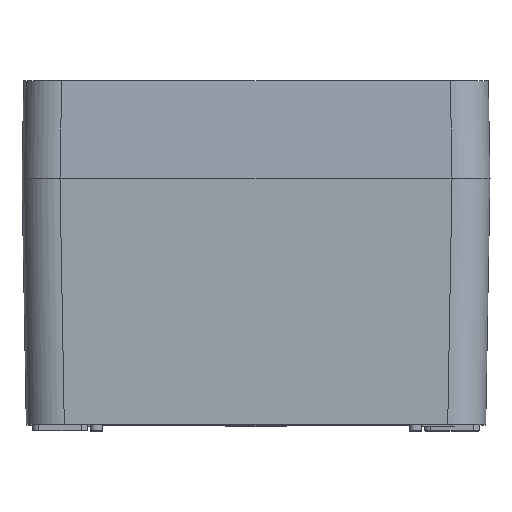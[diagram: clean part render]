
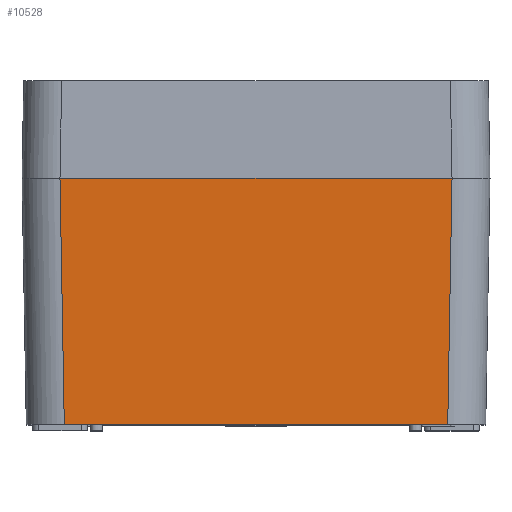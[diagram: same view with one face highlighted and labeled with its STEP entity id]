
A CAD part, top view. The second image highlights one B-rep face of the part: STEP entity #10528.
In plain terms, the highlighted planar face has unit normal (0, -0.018, 1).
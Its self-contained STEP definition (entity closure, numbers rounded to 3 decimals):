
#2311 = CARTESIAN_POINT ( 'NONE',  ( -40.945, 0., 41. ) ) ;
#2745 = VERTEX_POINT ( 'NONE', #6097 ) ;
#2773 = ORIENTED_EDGE ( 'NONE', *, *, #15892, .T. ) ;
#2859 = VECTOR ( 'NONE', #6981, 1000. ) ;
#3069 = VERTEX_POINT ( 'NONE', #14640 ) ;
#3265 = FACE_OUTER_BOUND ( 'NONE', #10388, .T. ) ;
#3313 = LINE ( 'NONE', #8581, #2859 ) ;
#4358 = DIRECTION ( 'NONE',  ( 1., 0., 0. ) ) ;
#4950 = ORIENTED_EDGE ( 'NONE', *, *, #14329, .T. ) ;
#6097 = CARTESIAN_POINT ( 'NONE',  ( -31.544, -40.5, 40.293 ) ) ;
#6981 = DIRECTION ( 'NONE',  ( 0.017, -1., -0.017 ) ) ;
#7605 = LINE ( 'NONE', #2311, #13777 ) ;
#7921 = LINE ( 'NONE', #17685, #11432 ) ;
#8581 = CARTESIAN_POINT ( 'NONE',  ( -32.251, 0., 41. ) ) ;
#8776 = VECTOR ( 'NONE', #13456, 1000. ) ;
#8902 = DIRECTION ( 'NONE',  ( 0., -1., -0.017 ) ) ;
#9011 = VERTEX_POINT ( 'NONE', #23119 ) ;
#9382 = AXIS2_PLACEMENT_3D ( 'NONE', #15854, #14268, #8902 ) ;
#9904 = ORIENTED_EDGE ( 'NONE', *, *, #15765, .F. ) ;
#10388 = EDGE_LOOP ( 'NONE', ( #15509, #4950, #9904, #2773 ) ) ;
#10528 = ADVANCED_FACE ( 'NONE', ( #3265 ), #10749, .T. ) ;
#10749 = PLANE ( 'NONE',  #9382 ) ;
#11432 = VECTOR ( 'NONE', #4358, 1000. ) ;
#11518 = LINE ( 'NONE', #14929, #8776 ) ;
#13456 = DIRECTION ( 'NONE',  ( -0.017, -1., -0.017 ) ) ;
#13777 = VECTOR ( 'NONE', #15053, 1000. ) ;
#14268 = DIRECTION ( 'NONE',  ( 0., -0.017, 1. ) ) ;
#14329 = EDGE_CURVE ( 'NONE', #2745, #9011, #7921, .T. ) ;
#14640 = CARTESIAN_POINT ( 'NONE',  ( 32.251, 0., 41. ) ) ;
#14929 = CARTESIAN_POINT ( 'NONE',  ( 32.298, 2.689, 41.047 ) ) ;
#15053 = DIRECTION ( 'NONE',  ( -1., 0., 0. ) ) ;
#15509 = ORIENTED_EDGE ( 'NONE', *, *, #21818, .T. ) ;
#15765 = EDGE_CURVE ( 'NONE', #3069, #9011, #11518, .T. ) ;
#15854 = CARTESIAN_POINT ( 'NONE',  ( -40.945, 0., 41. ) ) ;
#15892 = EDGE_CURVE ( 'NONE', #3069, #16034, #7605, .T. ) ;
#16034 = VERTEX_POINT ( 'NONE', #21297 ) ;
#17685 = CARTESIAN_POINT ( 'NONE',  ( 0., -40.5, 40.293 ) ) ;
#21297 = CARTESIAN_POINT ( 'NONE',  ( -32.251, 0., 41. ) ) ;
#21818 = EDGE_CURVE ( 'NONE', #16034, #2745, #3313, .T. ) ;
#23119 = CARTESIAN_POINT ( 'NONE',  ( 31.544, -40.5, 40.293 ) ) ;
